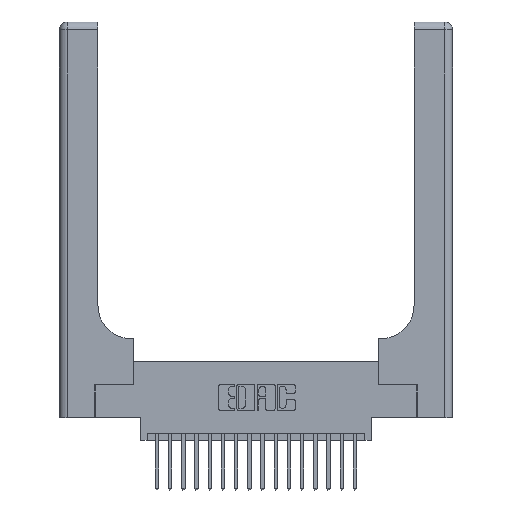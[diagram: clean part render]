
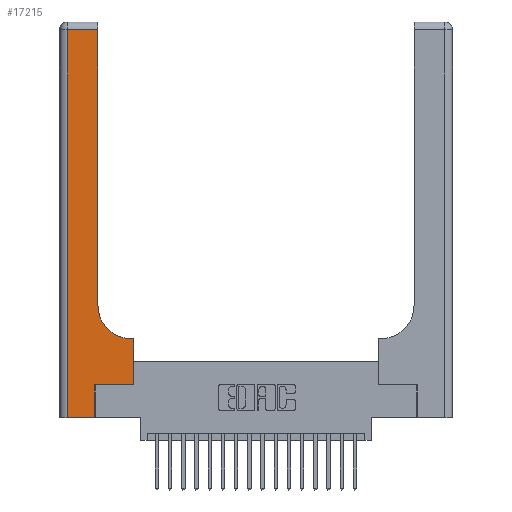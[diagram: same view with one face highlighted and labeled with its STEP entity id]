
A CAD part, top view. The second image highlights one B-rep face of the part: STEP entity #17215.
In plain terms, the highlighted planar face has unit normal (0, 0, 1).
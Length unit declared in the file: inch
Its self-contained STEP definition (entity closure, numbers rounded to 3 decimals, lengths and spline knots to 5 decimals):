
#1034 = CARTESIAN_POINT ( 'NONE',  ( 0.5415, 0.6, 0.37 ) ) ;
#1085 = DIRECTION ( 'NONE',  ( 0., 0., -1. ) ) ;
#1569 = CARTESIAN_POINT ( 'NONE',  ( 0.2915, 3., 0.37 ) ) ;
#1777 = ORIENTED_EDGE ( 'NONE', *, *, #3138, .T. ) ;
#3138 = EDGE_CURVE ( 'NONE', #20443, #15660, #13750, .T. ) ;
#3241 = DIRECTION ( 'NONE',  ( 0., 1., 0. ) ) ;
#3820 = VERTEX_POINT ( 'NONE', #18174 ) ;
#4298 = FACE_OUTER_BOUND ( 'NONE', #9556, .T. ) ;
#4357 = VECTOR ( 'NONE', #17252, 39.37008 ) ;
#4591 = ORIENTED_EDGE ( 'NONE', *, *, #19511, .T. ) ;
#5083 = VECTOR ( 'NONE', #10023, 39.37008 ) ;
#5379 = PLANE ( 'NONE',  #18471 ) ;
#5449 = CARTESIAN_POINT ( 'NONE',  ( 0., 3., 0.37 ) ) ;
#6119 = EDGE_CURVE ( 'NONE', #17040, #14428, #10830, .T. ) ;
#6554 = EDGE_CURVE ( 'NONE', #19979, #20443, #19978, .T. ) ;
#6660 = CARTESIAN_POINT ( 'NONE',  ( 0.06, 3., 0.37 ) ) ;
#7093 = ORIENTED_EDGE ( 'NONE', *, *, #6554, .T. ) ;
#7143 = DIRECTION ( 'NONE',  ( -1., 0., 0. ) ) ;
#7435 = EDGE_CURVE ( 'NONE', #14428, #3820, #17123, .T. ) ;
#7855 = VECTOR ( 'NONE', #3241, 39.37008 ) ;
#7982 = LINE ( 'NONE', #18087, #12843 ) ;
#8249 = DIRECTION ( 'NONE',  ( 1., 0., 0. ) ) ;
#8346 = DIRECTION ( 'NONE',  ( 0., 1., 0. ) ) ;
#8771 = CARTESIAN_POINT ( 'NONE',  ( 0.269, 0.25, 0.37 ) ) ;
#9044 = DIRECTION ( 'NONE',  ( 1., 0., 0. ) ) ;
#9556 = EDGE_LOOP ( 'NONE', ( #1777, #17697, #18561, #10730, #18399, #14953, #20256, #4591, #7093 ) ) ;
#9809 = CARTESIAN_POINT ( 'NONE',  ( 0., 0., 0.37 ) ) ;
#9998 = VECTOR ( 'NONE', #12256, 39.37008 ) ;
#10023 = DIRECTION ( 'NONE',  ( -1., 0., 0. ) ) ;
#10255 = LINE ( 'NONE', #18125, #5083 ) ;
#10400 = AXIS2_PLACEMENT_3D ( 'NONE', #11118, #1085, #12772 ) ;
#10548 = CARTESIAN_POINT ( 'NONE',  ( 0.06, 2.94, 0.37 ) ) ;
#10606 = CARTESIAN_POINT ( 'NONE',  ( 0., 2.94, 0.37 ) ) ;
#10730 = ORIENTED_EDGE ( 'NONE', *, *, #7435, .T. ) ;
#10830 = LINE ( 'NONE', #6660, #17952 ) ;
#11118 = CARTESIAN_POINT ( 'NONE',  ( 0.5415, 0.85, 0.37 ) ) ;
#12256 = DIRECTION ( 'NONE',  ( -1., 0., 0. ) ) ;
#12772 = DIRECTION ( 'NONE',  ( 1., 0., 0. ) ) ;
#12832 = VECTOR ( 'NONE', #8249, 39.37008 ) ;
#12843 = VECTOR ( 'NONE', #8346, 39.37008 ) ;
#13604 = CARTESIAN_POINT ( 'NONE',  ( 0.2915, 2.94, 0.37 ) ) ;
#13750 = LINE ( 'NONE', #1569, #7855 ) ;
#13854 = EDGE_CURVE ( 'NONE', #16953, #16479, #20125, .T. ) ;
#14019 = CARTESIAN_POINT ( 'NONE',  ( 0.269, 0., 0.37 ) ) ;
#14428 = VERTEX_POINT ( 'NONE', #15071 ) ;
#14791 = VECTOR ( 'NONE', #9044, 39.37008 ) ;
#14953 = ORIENTED_EDGE ( 'NONE', *, *, #13854, .T. ) ;
#15071 = CARTESIAN_POINT ( 'NONE',  ( 0.06, 0., 0.37 ) ) ;
#15660 = VERTEX_POINT ( 'NONE', #13604 ) ;
#15831 = EDGE_CURVE ( 'NONE', #3820, #16953, #17473, .T. ) ;
#16086 = CARTESIAN_POINT ( 'NONE',  ( 0.5585, 0.6, 0.37 ) ) ;
#16479 = VERTEX_POINT ( 'NONE', #19095 ) ;
#16919 = DIRECTION ( 'NONE',  ( 0., 0., -1. ) ) ;
#16953 = VERTEX_POINT ( 'NONE', #8771 ) ;
#17040 = VERTEX_POINT ( 'NONE', #10548 ) ;
#17123 = LINE ( 'NONE', #9809, #12832 ) ;
#17197 = CARTESIAN_POINT ( 'NONE',  ( 0.2915, 0.85, 0.37 ) ) ;
#17215 = ADVANCED_FACE ( 'NONE', ( #4298 ), #5379, .F. ) ;
#17252 = DIRECTION ( 'NONE',  ( 0., 1., 0. ) ) ;
#17473 = LINE ( 'NONE', #14019, #4357 ) ;
#17697 = ORIENTED_EDGE ( 'NONE', *, *, #20403, .T. ) ;
#17952 = VECTOR ( 'NONE', #19747, 39.37008 ) ;
#18087 = CARTESIAN_POINT ( 'NONE',  ( 0.5585, 0.25, 0.37 ) ) ;
#18125 = CARTESIAN_POINT ( 'NONE',  ( 0.2915, 0.6, 0.37 ) ) ;
#18174 = CARTESIAN_POINT ( 'NONE',  ( 0.269, 0., 0.37 ) ) ;
#18399 = ORIENTED_EDGE ( 'NONE', *, *, #15831, .T. ) ;
#18471 = AXIS2_PLACEMENT_3D ( 'NONE', #5449, #16919, #7143 ) ;
#18561 = ORIENTED_EDGE ( 'NONE', *, *, #6119, .T. ) ;
#18647 = LINE ( 'NONE', #10606, #9998 ) ;
#18706 = VERTEX_POINT ( 'NONE', #16086 ) ;
#18853 = CARTESIAN_POINT ( 'NONE',  ( 0.269, 0.25, 0.37 ) ) ;
#18855 = EDGE_CURVE ( 'NONE', #16479, #18706, #7982, .T. ) ;
#19095 = CARTESIAN_POINT ( 'NONE',  ( 0.5585, 0.25, 0.37 ) ) ;
#19511 = EDGE_CURVE ( 'NONE', #18706, #19979, #10255, .T. ) ;
#19747 = DIRECTION ( 'NONE',  ( 0., -1., 0. ) ) ;
#19978 = CIRCLE ( 'NONE', #10400, 0.25 ) ;
#19979 = VERTEX_POINT ( 'NONE', #1034 ) ;
#20125 = LINE ( 'NONE', #18853, #14791 ) ;
#20256 = ORIENTED_EDGE ( 'NONE', *, *, #18855, .T. ) ;
#20403 = EDGE_CURVE ( 'NONE', #15660, #17040, #18647, .T. ) ;
#20443 = VERTEX_POINT ( 'NONE', #17197 ) ;
